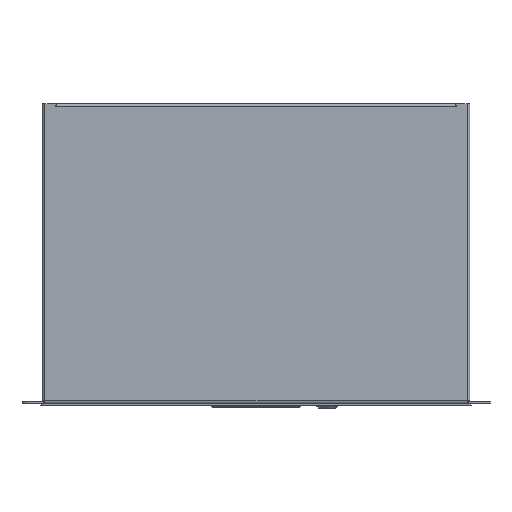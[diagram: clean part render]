
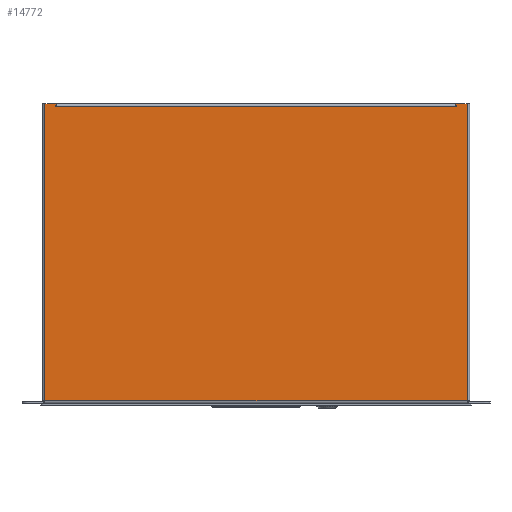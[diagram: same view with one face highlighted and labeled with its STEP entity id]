
A CAD part, top view. The second image highlights one B-rep face of the part: STEP entity #14772.
In plain terms, the highlighted planar face has unit normal (0, 0, 1).
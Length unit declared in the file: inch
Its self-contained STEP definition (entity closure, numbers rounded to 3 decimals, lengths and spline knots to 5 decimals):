
#7 = CARTESIAN_POINT ( 'NONE',  ( -8.136, 12.27827, 1.6565 ) ) ;
#293 = CARTESIAN_POINT ( 'NONE',  ( -8.106, 12.17027, 1.6565 ) ) ;
#949 = ORIENTED_EDGE ( 'NONE', *, *, #13831, .T. ) ;
#1338 = FACE_OUTER_BOUND ( 'NONE', #6209, .T. ) ;
#1527 = CARTESIAN_POINT ( 'NONE',  ( 8.136, 12.17027, 1.6565 ) ) ;
#1559 = EDGE_CURVE ( 'NONE', #5836, #16203, #19717, .T. ) ;
#1572 = VECTOR ( 'NONE', #20162, 39.37008 ) ;
#1600 = VECTOR ( 'NONE', #7397, 39.37008 ) ;
#2438 = EDGE_CURVE ( 'NONE', #18011, #13706, #10596, .T. ) ;
#2548 = LINE ( 'NONE', #3936, #3399 ) ;
#2678 = CARTESIAN_POINT ( 'NONE',  ( -8.678, 12.27827, 1.6565 ) ) ;
#2828 = CARTESIAN_POINT ( 'NONE',  ( -8.678, 12.27827, 1.6565 ) ) ;
#2941 = DIRECTION ( 'NONE',  ( 1., 0., 0. ) ) ;
#3006 = DIRECTION ( 'NONE',  ( -1., 0., 0. ) ) ;
#3019 = ORIENTED_EDGE ( 'NONE', *, *, #17749, .T. ) ;
#3058 = VERTEX_POINT ( 'NONE', #12898 ) ;
#3110 = LINE ( 'NONE', #2678, #10516 ) ;
#3399 = VECTOR ( 'NONE', #5840, 39.37008 ) ;
#3412 = EDGE_CURVE ( 'NONE', #3058, #10356, #3110, .T. ) ;
#3475 = EDGE_CURVE ( 'NONE', #13074, #18011, #17562, .T. ) ;
#3893 = CARTESIAN_POINT ( 'NONE',  ( 8.136, 12.17027, 1.6565 ) ) ;
#3936 = CARTESIAN_POINT ( 'NONE',  ( -8.57, 12.27827, 1.6565 ) ) ;
#4500 = ORIENTED_EDGE ( 'NONE', *, *, #15176, .T. ) ;
#4525 = CARTESIAN_POINT ( 'NONE',  ( -8.678, 12.27827, 1.6565 ) ) ;
#5813 = CARTESIAN_POINT ( 'NONE',  ( 8.136, 12.17027, 1.6565 ) ) ;
#5836 = VERTEX_POINT ( 'NONE', #6826 ) ;
#5840 = DIRECTION ( 'NONE',  ( 0., -1., 0. ) ) ;
#5887 = CARTESIAN_POINT ( 'NONE',  ( 8.57, 12.27827, 1.6565 ) ) ;
#6209 = EDGE_LOOP ( 'NONE', ( #949, #19202, #6375, #19257, #15740, #3019, #14425, #4500, #18580, #17522 ) ) ;
#6375 = ORIENTED_EDGE ( 'NONE', *, *, #2438, .T. ) ;
#6826 = CARTESIAN_POINT ( 'NONE',  ( -8.57, 0.21127, 1.6565 ) ) ;
#7397 = DIRECTION ( 'NONE',  ( 1., 0., 0. ) ) ;
#8006 = CARTESIAN_POINT ( 'NONE',  ( -8.678, 12.17027, 1.6565 ) ) ;
#8023 = VECTOR ( 'NONE', #15378, 39.37008 ) ;
#8784 = CARTESIAN_POINT ( 'NONE',  ( -8.136, 12.17027, 1.6565 ) ) ;
#8797 = DIRECTION ( 'NONE',  ( -1., 0., 0. ) ) ;
#8990 = LINE ( 'NONE', #10267, #8023 ) ;
#9071 = LINE ( 'NONE', #5887, #11233 ) ;
#10220 = CARTESIAN_POINT ( 'NONE',  ( 8.57, 0.21127, 1.6565 ) ) ;
#10267 = CARTESIAN_POINT ( 'NONE',  ( 8.136, 12.27827, 1.6565 ) ) ;
#10356 = VERTEX_POINT ( 'NONE', #20867 ) ;
#10516 = VECTOR ( 'NONE', #20644, 39.37008 ) ;
#10596 = LINE ( 'NONE', #5813, #13761 ) ;
#10997 = DIRECTION ( 'NONE',  ( 0., 0., 1. ) ) ;
#11233 = VECTOR ( 'NONE', #14175, 39.37008 ) ;
#12156 = VERTEX_POINT ( 'NONE', #1527 ) ;
#12540 = EDGE_CURVE ( 'NONE', #10356, #12156, #8990, .T. ) ;
#12700 = EDGE_CURVE ( 'NONE', #20452, #13049, #18969, .T. ) ;
#12758 = CARTESIAN_POINT ( 'NONE',  ( 8.106, 12.17027, 1.6565 ) ) ;
#12898 = CARTESIAN_POINT ( 'NONE',  ( 8.57, 12.27827, 1.6565 ) ) ;
#13049 = VERTEX_POINT ( 'NONE', #20728 ) ;
#13074 = VERTEX_POINT ( 'NONE', #12758 ) ;
#13550 = CARTESIAN_POINT ( 'NONE',  ( -8.678, 0.21127, 1.6565 ) ) ;
#13706 = VERTEX_POINT ( 'NONE', #8784 ) ;
#13761 = VECTOR ( 'NONE', #8797, 39.37008 ) ;
#13831 = EDGE_CURVE ( 'NONE', #12156, #13074, #18652, .T. ) ;
#14175 = DIRECTION ( 'NONE',  ( 0., 1., 0. ) ) ;
#14425 = ORIENTED_EDGE ( 'NONE', *, *, #1559, .T. ) ;
#14476 = DIRECTION ( 'NONE',  ( 0., 1., 0. ) ) ;
#14772 = ADVANCED_FACE ( 'NONE', ( #1338 ), #20676, .T. ) ;
#15176 = EDGE_CURVE ( 'NONE', #16203, #3058, #9071, .T. ) ;
#15347 = VECTOR ( 'NONE', #14476, 39.37008 ) ;
#15378 = DIRECTION ( 'NONE',  ( 0., -1., 0. ) ) ;
#15675 = EDGE_CURVE ( 'NONE', #13706, #20452, #19348, .T. ) ;
#15740 = ORIENTED_EDGE ( 'NONE', *, *, #12700, .T. ) ;
#16203 = VERTEX_POINT ( 'NONE', #10220 ) ;
#17522 = ORIENTED_EDGE ( 'NONE', *, *, #12540, .T. ) ;
#17562 = LINE ( 'NONE', #8006, #19357 ) ;
#17749 = EDGE_CURVE ( 'NONE', #13049, #5836, #2548, .T. ) ;
#18011 = VERTEX_POINT ( 'NONE', #293 ) ;
#18580 = ORIENTED_EDGE ( 'NONE', *, *, #3412, .T. ) ;
#18652 = LINE ( 'NONE', #3893, #1572 ) ;
#18969 = LINE ( 'NONE', #2828, #20232 ) ;
#19202 = ORIENTED_EDGE ( 'NONE', *, *, #3475, .T. ) ;
#19257 = ORIENTED_EDGE ( 'NONE', *, *, #15675, .T. ) ;
#19348 = LINE ( 'NONE', #21042, #15347 ) ;
#19357 = VECTOR ( 'NONE', #3006, 39.37008 ) ;
#19717 = LINE ( 'NONE', #13550, #1600 ) ;
#20162 = DIRECTION ( 'NONE',  ( -1., 0., 0. ) ) ;
#20232 = VECTOR ( 'NONE', #20671, 39.37008 ) ;
#20389 = AXIS2_PLACEMENT_3D ( 'NONE', #4525, #10997, #2941 ) ;
#20452 = VERTEX_POINT ( 'NONE', #7 ) ;
#20644 = DIRECTION ( 'NONE',  ( -1., 0., 0. ) ) ;
#20671 = DIRECTION ( 'NONE',  ( -1., 0., 0. ) ) ;
#20676 = PLANE ( 'NONE',  #20389 ) ;
#20728 = CARTESIAN_POINT ( 'NONE',  ( -8.57, 12.27827, 1.6565 ) ) ;
#20867 = CARTESIAN_POINT ( 'NONE',  ( 8.136, 12.27827, 1.6565 ) ) ;
#21042 = CARTESIAN_POINT ( 'NONE',  ( -8.136, 12.27827, 1.6565 ) ) ;
